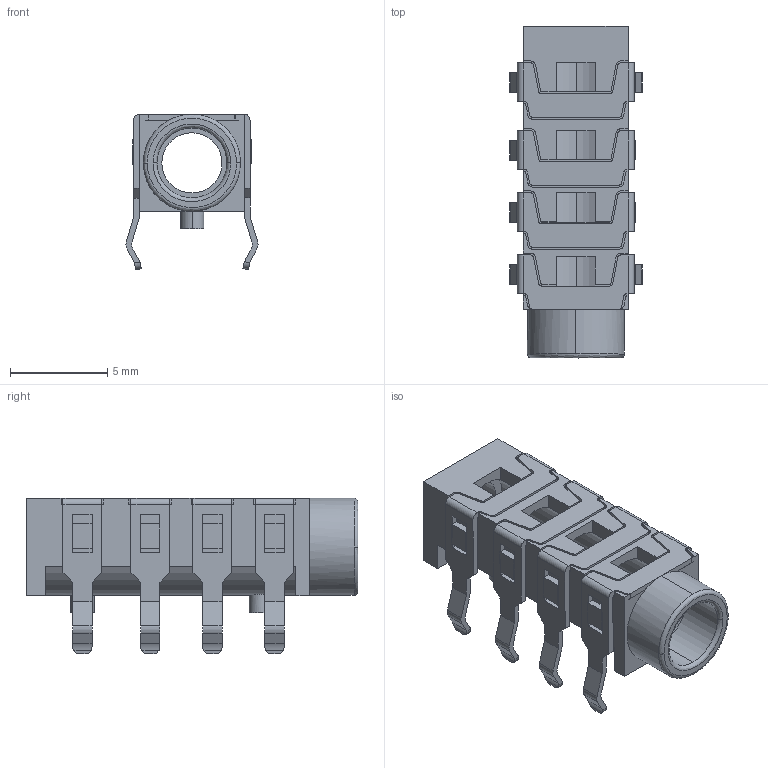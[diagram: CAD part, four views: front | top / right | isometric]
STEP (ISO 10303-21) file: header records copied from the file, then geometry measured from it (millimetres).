
FILE_DESCRIPTION (( 'STEP AP214' ), '1' );
FILE_NAME ('TRS Jack PJ-313B.STEP', '2019-12-31T01:48:57', ( '' ), ( '' ), 'SwSTEP 2.0', 'SolidWorks 2018', '' );
FILE_SCHEMA (( 'AUTOMOTIVE_DESIGN' ));
Length unit declared in the file: metre
Products named in the file (5): 2; 4; TRS Jack PJ-313B; 3; 1
Assembly tree (5 placements, depth 2):
  TRS Jack PJ-313B
    1
    2
    3  x2
    4
Bounding box: 6.81 x 17.1 x 8.02 mm (x, y, z)
Volume: 216.8 mm3; surface area: 870.1 mm2
Topology: 5 solids, 5 shells, 425 faces, 1233 edges, 822 vertices
Faces by surface type: plane 292, cylinder 129, bspline 4
Entity records: 16332 total; most frequent: CARTESIAN_POINT 2532, ORIENTED_EDGE 2150, DIRECTION 1987, EDGE_CURVE 1075, VECTOR 785, LINE 785, VERTEX_POINT 716, AXIS2_PLACEMENT_3D 601
